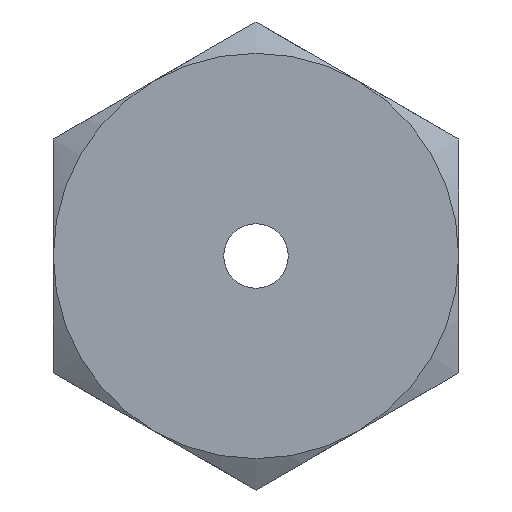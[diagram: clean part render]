
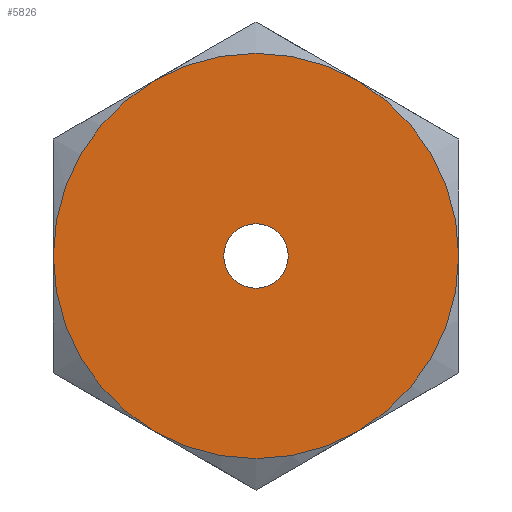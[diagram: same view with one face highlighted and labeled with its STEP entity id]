
A CAD part, left-side view. The second image highlights one B-rep face of the part: STEP entity #5826.
In plain terms, the highlighted planar face has unit normal (-1, 0, 0).
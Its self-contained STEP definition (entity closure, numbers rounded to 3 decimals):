
#2275=CARTESIAN_POINT('',(-4.,2.5,
-4.33));
#2303=CARTESIAN_POINT('',(-4.,5.,
0.));
#2327=CARTESIAN_POINT('',(-4.,2.5,4.33));
#2353=CARTESIAN_POINT('',(-4.,-2.5,
4.33));
#2379=CARTESIAN_POINT('',(-4.,-5.,
0.));
#2405=CARTESIAN_POINT('',(-4.,-2.5,
-4.33));
#2420=CARTESIAN_POINT('',(-4.,0.,0.));
#2421=DIRECTION('',(-1.,0.,0.));
#2422=DIRECTION('',(0.,1.,0.));
#2423=AXIS2_PLACEMENT_3D('',#2420,#2421,#2422);
#2425=CARTESIAN_POINT('',(-4.,0.,0.));
#2426=DIRECTION('',(-1.,0.,0.));
#2427=DIRECTION('',(0.,0.5,0.866));
#2428=AXIS2_PLACEMENT_3D('',#2425,#2426,#2427);
#2430=CARTESIAN_POINT('',(-4.,0.,0.));
#2431=DIRECTION('',(-1.,0.,0.));
#2432=DIRECTION('',(0.,-0.5,0.866));
#2433=AXIS2_PLACEMENT_3D('',#2430,#2431,#2432);
#2435=CARTESIAN_POINT('',(-4.,0.,0.));
#2436=DIRECTION('',(-1.,0.,0.));
#2437=DIRECTION('',(0.,-1.,0.));
#2438=AXIS2_PLACEMENT_3D('',#2435,#2436,#2437);
#2440=CARTESIAN_POINT('',(-4.,0.,0.));
#2441=DIRECTION('',(-1.,0.,0.));
#2442=DIRECTION('',(0.,-0.5,-0.866));
#2443=AXIS2_PLACEMENT_3D('',#2440,#2441,#2442);
#2445=CARTESIAN_POINT('',(-4.,0.,0.));
#2446=DIRECTION('',(-1.,0.,0.));
#2447=DIRECTION('',(0.,0.5,-0.866));
#2448=AXIS2_PLACEMENT_3D('',#2445,#2446,#2447);
#2450=CARTESIAN_POINT('',(-4.,0.,0.));
#2451=DIRECTION('',(1.,0.,0.));
#2452=DIRECTION('',(0.,-1.,0.));
#2453=AXIS2_PLACEMENT_3D('',#2450,#2451,#2452);
#2455=CARTESIAN_POINT('',(-4.,0.,0.));
#2456=DIRECTION('',(1.,0.,0.));
#2457=DIRECTION('',(0.,1.,0.));
#2458=AXIS2_PLACEMENT_3D('',#2455,#2456,#2457);
#2553=VERTEX_POINT('',#2275);
#2555=VERTEX_POINT('',#2303);
#2558=VERTEX_POINT('',#2327);
#2560=VERTEX_POINT('',#2353);
#2562=VERTEX_POINT('',#2379);
#2563=VERTEX_POINT('',#2405);
#2596=CARTESIAN_POINT('',(-4.,-0.795,0.));
#2597=CARTESIAN_POINT('',(-4.,0.795,0.));
#2598=VERTEX_POINT('',#2596);
#2599=VERTEX_POINT('',#2597);
#5804=CARTESIAN_POINT('',(-4.,0.,0.));
#5805=DIRECTION('',(1.,0.,0.));
#5806=DIRECTION('',(0.,1.,0.));
#5807=AXIS2_PLACEMENT_3D('',#5804,#5805,#5806);
#5808=PLANE('',#5807);
#5809=ORIENTED_EDGE('',*,*,#5775,.F.);
#5811=ORIENTED_EDGE('',*,*,#5810,.F.);
#5813=ORIENTED_EDGE('',*,*,#5812,.F.);
#5815=ORIENTED_EDGE('',*,*,#5814,.F.);
#5816=ORIENTED_EDGE('',*,*,#5799,.F.);
#5817=ORIENTED_EDGE('',*,*,#5786,.F.);
#5818=EDGE_LOOP('',(#5809,#5811,#5813,#5815,#5816,#5817));
#5819=FACE_OUTER_BOUND('',#5818,.F.);
#5821=ORIENTED_EDGE('',*,*,#5820,.F.);
#5823=ORIENTED_EDGE('',*,*,#5822,.F.);
#5824=EDGE_LOOP('',(#5821,#5823));
#5825=FACE_BOUND('',#5824,.F.);
#2424=CIRCLE('',#2423,5.);
#2429=CIRCLE('',#2428,5.);
#2434=CIRCLE('',#2433,5.);
#2439=CIRCLE('',#2438,5.);
#2444=CIRCLE('',#2443,5.);
#2449=CIRCLE('',#2448,5.);
#2454=CIRCLE('',#2453,0.795);
#2459=CIRCLE('',#2458,0.795);
#5775=EDGE_CURVE('',#2555,#2553,#2424,.T.);
#5786=EDGE_CURVE('',#2553,#2563,#2449,.T.);
#5799=EDGE_CURVE('',#2563,#2562,#2444,.T.);
#5810=EDGE_CURVE('',#2558,#2555,#2429,.T.);
#5812=EDGE_CURVE('',#2560,#2558,#2434,.T.);
#5814=EDGE_CURVE('',#2562,#2560,#2439,.T.);
#5820=EDGE_CURVE('',#2598,#2599,#2454,.T.);
#5822=EDGE_CURVE('',#2599,#2598,#2459,.T.);
#5826=ADVANCED_FACE('',(#5819,#5825),#5808,.F.);
